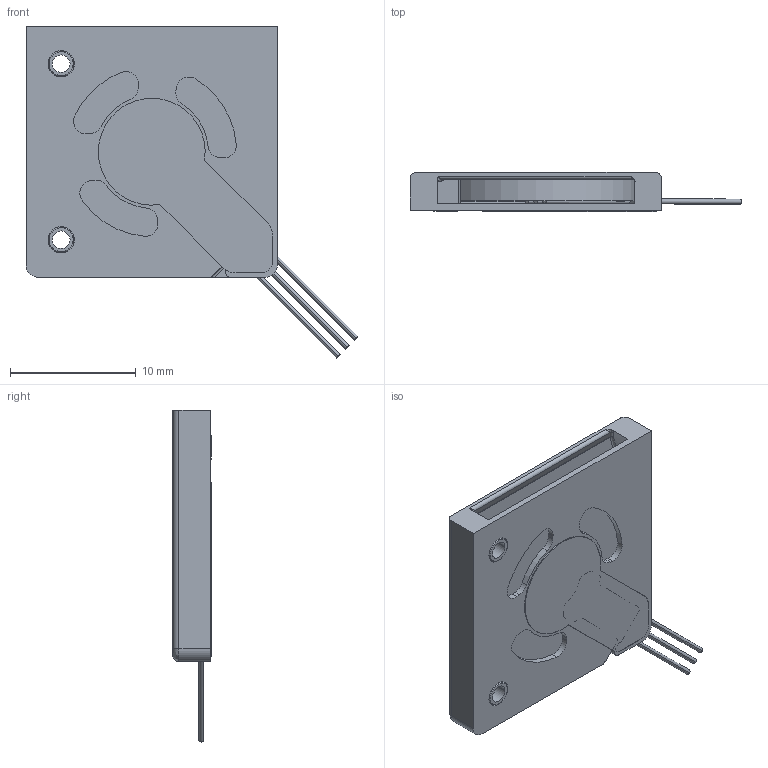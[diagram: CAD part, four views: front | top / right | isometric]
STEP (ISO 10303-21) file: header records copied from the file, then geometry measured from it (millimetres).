
FILE_DESCRIPTION((''),'2;1');
FILE_NAME('B2003-R02_ASM','2017-06-05T',('DEREK.J.HUANG'),(''),'PRO/ENGINEER BY PARAMETRIC TECHNOLOGY CORPORATION, 2010180','PRO/ENGINEER BY PARAMETRIC TECHNOLOGY CORPORATION, 2010180','');
FILE_SCHEMA(('CONFIG_CONTROL_DESIGN','SHAPE_APPEARANCE_LAYERS_GROUPS'));
Length unit declared in the file: millimetre
Products named in the file (4): 2003-B-PILLOW-R02; LABEL; B2003-IMP-R02; B2003-R02_ASM
Assembly tree (3 placements, depth 2):
  B2003-R02_ASM
    2003-B-PILLOW-R02
    LABEL
    B2003-IMP-R02
Bounding box: 26.4 x 3.08 x 26.4 mm (x, y, z)
Volume: 817.7 mm3; surface area: 2272.8 mm2
Topology: 3 solids, 9 shells, 278 faces, 666 edges, 410 vertices
Faces by surface type: cylinder 120, plane 83, cone 28, torus 26, bspline 16, sphere 3, extrusion 2
Entity records: 11040 total; most frequent: CARTESIAN_POINT 2348, DIRECTION 1454, ORIENTED_EDGE 1332, PRESENTATION_STYLE_ASSIGNMENT 669, STYLED_ITEM 669, CURVE_STYLE 666, EDGE_CURVE 666, AXIS2_PLACEMENT_3D 580
